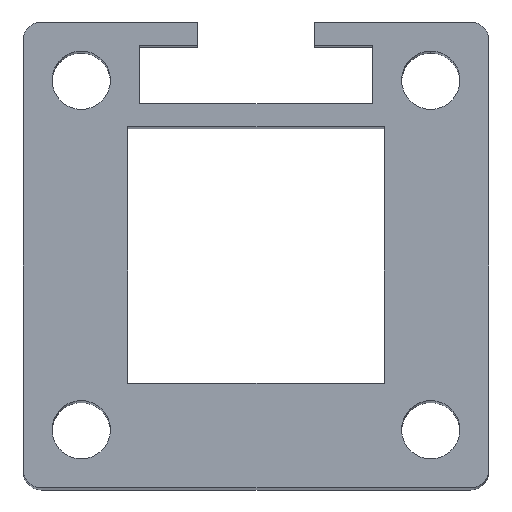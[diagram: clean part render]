
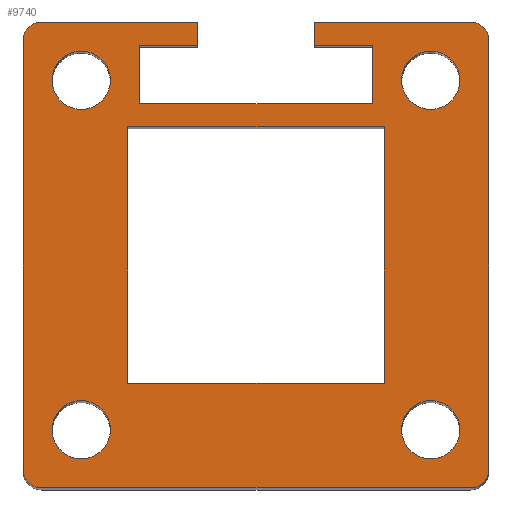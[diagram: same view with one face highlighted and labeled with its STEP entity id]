
A CAD part, top view. The second image highlights one B-rep face of the part: STEP entity #9740.
In plain terms, the highlighted planar face has unit normal (0, 0, 1).
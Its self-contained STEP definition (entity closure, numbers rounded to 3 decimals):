
#2570=CARTESIAN_POINT('',(-16.83,5.338,100.));
#2580=VERTEX_POINT('',#2570);
#2610=CARTESIAN_POINT('',(-31.83,5.338,100.));
#2620=DIRECTION('',(1.,0.,0.));
#2630=VECTOR('',#2620,1.);
#2640=LINE('',#2610,#2630);
#2650=CARTESIAN_POINT('',(-30.23,5.338,100.));
#2660=VERTEX_POINT('',#2650);
#2670=EDGE_CURVE('',#2660,#2580,#2640,.T.);
#2880=CARTESIAN_POINT('',(-24.33,0.338,100.));
#2890=VERTEX_POINT('',#2880);
#2920=CARTESIAN_POINT('',(-26.83,0.338,100.));
#2930=DIRECTION('',(0.,0.,1.));
#2940=DIRECTION('',(1.,0.,0.));
#2950=AXIS2_PLACEMENT_3D('',#2920,#2930,#2940);
#2960=CIRCLE('',#2950,2.5);
#2970=CARTESIAN_POINT('',(-26.83,-2.162,100.));
#2980=VERTEX_POINT('',#2970);
#2990=EDGE_CURVE('',#2980,#2890,#2960,.T.);
#3010=CARTESIAN_POINT('',(-29.33,0.338,100.));
#3020=VERTEX_POINT('',#3010);
#3030=EDGE_CURVE('',#3020,#2980,#2960,.T.);
#3200=CARTESIAN_POINT('',(-21.83,-1.662,100.));
#3210=DIRECTION('',(1.,0.,0.));
#3220=VECTOR('',#3210,1.);
#3230=LINE('',#3200,#3220);
#3240=CARTESIAN_POINT('',(-21.83,-1.662,100.));
#3250=VERTEX_POINT('',#3240);
#3260=CARTESIAN_POINT('',(-1.83,-1.662,100.));
#3270=VERTEX_POINT('',#3260);
#3280=EDGE_CURVE('',#3250,#3270,#3230,.T.);
#3560=CARTESIAN_POINT('',(-29.33,-29.662,100.));
#3570=VERTEX_POINT('',#3560);
#3600=CARTESIAN_POINT('',(-26.83,-29.662,100.));
#3610=DIRECTION('',(0.,0.,1.));
#3620=DIRECTION('',(1.,0.,0.));
#3630=AXIS2_PLACEMENT_3D('',#3600,#3610,#3620);
#3640=CIRCLE('',#3630,2.5);
#3650=CARTESIAN_POINT('',(-24.33,-29.662,100.));
#3660=VERTEX_POINT('',#3650);
#3670=EDGE_CURVE('',#3660,#3570,#3640,.T.);
#3840=CARTESIAN_POINT('',(-31.83,-25.662,100.));
#3850=DIRECTION('',(1.,0.,0.));
#3860=VECTOR('',#3850,1.);
#3870=LINE('',#3840,#3860);
#3880=CARTESIAN_POINT('',(-22.83,-25.662,100.));
#3890=VERTEX_POINT('',#3880);
#3900=CARTESIAN_POINT('',(-0.83,-25.662,100.));
#3910=VERTEX_POINT('',#3900);
#3920=EDGE_CURVE('',#3890,#3910,#3870,.T.);
#4150=CARTESIAN_POINT('',(-21.83,3.338,100.));
#4160=DIRECTION('',(0.,-1.,0.));
#4170=VECTOR('',#4160,1.);
#4180=LINE('',#4150,#4170);
#4190=CARTESIAN_POINT('',(-21.83,3.338,100.));
#4200=VERTEX_POINT('',#4190);
#4210=EDGE_CURVE('',#4200,#3250,#4180,.T.);
#4390=CARTESIAN_POINT('',(-16.83,3.338,100.));
#4400=DIRECTION('',(-1.,0.,0.));
#4410=VECTOR('',#4400,1.);
#4420=LINE('',#4390,#4410);
#4430=CARTESIAN_POINT('',(-16.83,3.338,100.));
#4440=VERTEX_POINT('',#4430);
#4450=EDGE_CURVE('',#4440,#4200,#4420,.T.);
#4630=CARTESIAN_POINT('',(-1.83,3.338,100.));
#4640=DIRECTION('',(-1.,0.,0.));
#4650=VECTOR('',#4640,1.);
#4660=LINE('',#4630,#4650);
#4670=CARTESIAN_POINT('',(-1.83,3.338,100.));
#4680=VERTEX_POINT('',#4670);
#4690=CARTESIAN_POINT('',(-6.83,3.338,100.));
#4700=VERTEX_POINT('',#4690);
#4710=EDGE_CURVE('',#4680,#4700,#4660,.T.);
#4980=CARTESIAN_POINT('',(8.17,-33.062,100.));
#4990=VERTEX_POINT('',#4980);
#5020=CARTESIAN_POINT('',(8.17,0.,100.));
#5030=DIRECTION('',(0.,-1.,0.));
#5040=VECTOR('',#5030,1.);
#5050=LINE('',#5020,#5040);
#5060=CARTESIAN_POINT('',(8.17,3.738,100.));
#5070=VERTEX_POINT('',#5060);
#5080=EDGE_CURVE('',#5070,#4990,#5050,.T.);
#5250=CARTESIAN_POINT('',(-16.83,5.338,100.));
#5260=DIRECTION('',(0.,-1.,0.));
#5270=VECTOR('',#5260,1.);
#5280=LINE('',#5250,#5270);
#5290=EDGE_CURVE('',#2580,#4440,#5280,.T.);
#5470=CARTESIAN_POINT('',(-0.83,-3.662,100.));
#5480=VERTEX_POINT('',#5470);
#5510=CARTESIAN_POINT('',(-0.83,-34.662,100.));
#5520=DIRECTION('',(0.,1.,0.));
#5530=VECTOR('',#5520,1.);
#5540=LINE('',#5510,#5530);
#5550=EDGE_CURVE('',#3910,#5480,#5540,.T.);
#5710=CARTESIAN_POINT('',(6.57,-34.662,100.));
#5720=VERTEX_POINT('',#5710);
#5750=CARTESIAN_POINT('',(6.57,-33.062,100.));
#5760=DIRECTION('',(0.,0.,-1.));
#5770=DIRECTION('',(0.,-1.,0.));
#5780=AXIS2_PLACEMENT_3D('',#5750,#5760,#5770);
#5790=CIRCLE('',#5780,1.6);
#5800=EDGE_CURVE('',#4990,#5720,#5790,.T.);
#5950=CARTESIAN_POINT('',(-31.83,3.738,100.));
#5960=VERTEX_POINT('',#5950);
#5990=CARTESIAN_POINT('',(-31.83,0.,100.));
#6000=DIRECTION('',(0.,1.,0.));
#6010=VECTOR('',#6000,1.);
#6020=LINE('',#5990,#6010);
#6030=CARTESIAN_POINT('',(-31.83,-33.062,100.));
#6040=VERTEX_POINT('',#6030);
#6050=EDGE_CURVE('',#6040,#5960,#6020,.T.);
#6220=CARTESIAN_POINT('',(-30.23,3.738,100.));
#6230=DIRECTION('',(0.,0.,1.));
#6240=DIRECTION('',(1.,0.,0.));
#6250=AXIS2_PLACEMENT_3D('',#6220,#6230,#6240);
#6260=CIRCLE('',#6250,1.6);
#6270=EDGE_CURVE('',#2660,#5960,#6260,.T.);
#6420=CARTESIAN_POINT('',(-30.23,-33.062,100.));
#6430=DIRECTION('',(0.,0.,-1.));
#6440=DIRECTION('',(-1.,0.,0.));
#6450=AXIS2_PLACEMENT_3D('',#6420,#6430,#6440);
#6460=CIRCLE('',#6450,1.6);
#6470=CARTESIAN_POINT('',(-30.23,-34.662,100.));
#6480=VERTEX_POINT('',#6470);
#6490=EDGE_CURVE('',#6480,#6040,#6460,.T.);
#6660=CARTESIAN_POINT('',(0.,-34.662,100.));
#6670=DIRECTION('',(-1.,0.,0.));
#6680=VECTOR('',#6670,1.);
#6690=LINE('',#6660,#6680);
#6700=EDGE_CURVE('',#5720,#6480,#6690,.T.);
#6820=CARTESIAN_POINT('',(-22.83,5.338,100.));
#6830=DIRECTION('',(0.,-1.,0.));
#6840=VECTOR('',#6830,1.);
#6850=LINE('',#6820,#6840);
#6860=CARTESIAN_POINT('',(-22.83,-3.662,100.));
#6870=VERTEX_POINT('',#6860);
#6880=EDGE_CURVE('',#6870,#3890,#6850,.T.);
#7060=CARTESIAN_POINT('',(8.17,-3.662,100.));
#7070=DIRECTION('',(-1.,0.,0.));
#7080=VECTOR('',#7070,1.);
#7090=LINE('',#7060,#7080);
#7100=EDGE_CURVE('',#5480,#6870,#7090,.T.);
#7280=CARTESIAN_POINT('',(3.17,-2.162,100.));
#7290=VERTEX_POINT('',#7280);
#7320=CARTESIAN_POINT('',(3.17,0.338,100.));
#7330=DIRECTION('',(0.,0.,1.));
#7340=DIRECTION('',(0.,-1.,0.));
#7350=AXIS2_PLACEMENT_3D('',#7320,#7330,#7340);
#7360=CIRCLE('',#7350,2.5);
#7370=CARTESIAN_POINT('',(0.67,0.338,100.));
#7380=VERTEX_POINT('',#7370);
#7390=EDGE_CURVE('',#7380,#7290,#7360,.T.);
#7410=CARTESIAN_POINT('',(3.17,2.838,100.));
#7420=VERTEX_POINT('',#7410);
#7430=EDGE_CURVE('',#7420,#7380,#7360,.T.);
#7600=CARTESIAN_POINT('',(6.57,3.738,100.));
#7610=DIRECTION('',(0.,0.,1.));
#7620=DIRECTION('',(0.,-1.,0.));
#7630=AXIS2_PLACEMENT_3D('',#7600,#7610,#7620);
#7640=CIRCLE('',#7630,1.6);
#7650=CARTESIAN_POINT('',(6.57,5.338,100.));
#7660=VERTEX_POINT('',#7650);
#7670=EDGE_CURVE('',#5070,#7660,#7640,.T.);
#7890=CARTESIAN_POINT('',(3.17,-27.162,100.));
#7900=VERTEX_POINT('',#7890);
#7930=CARTESIAN_POINT('',(3.17,-29.662,100.));
#7940=DIRECTION('',(0.,0.,1.));
#7950=DIRECTION('',(0.,1.,0.));
#7960=AXIS2_PLACEMENT_3D('',#7930,#7940,#7950);
#7970=CIRCLE('',#7960,2.5);
#7980=CARTESIAN_POINT('',(3.17,-32.162,100.));
#7990=VERTEX_POINT('',#7980);
#8000=EDGE_CURVE('',#7990,#7900,#7970,.T.);
#8170=CARTESIAN_POINT('',(-1.83,-1.662,100.));
#8180=DIRECTION('',(0.,1.,0.));
#8190=VECTOR('',#8180,1.);
#8200=LINE('',#8170,#8190);
#8210=EDGE_CURVE('',#3270,#4680,#8200,.T.);
#8340=CARTESIAN_POINT('',(-6.83,3.338,100.));
#8350=DIRECTION('',(0.,1.,0.));
#8360=VECTOR('',#8350,1.);
#8370=LINE('',#8340,#8360);
#8380=CARTESIAN_POINT('',(-6.83,5.338,100.));
#8390=VERTEX_POINT('',#8380);
#8400=EDGE_CURVE('',#4700,#8390,#8370,.T.);
#8580=CARTESIAN_POINT('',(-6.83,5.338,100.));
#8590=DIRECTION('',(1.,0.,0.));
#8600=VECTOR('',#8590,1.);
#8610=LINE('',#8580,#8600);
#8620=EDGE_CURVE('',#8390,#7660,#8610,.T.);
#8780=CARTESIAN_POINT('',(0.67,-29.662,100.));
#8790=VERTEX_POINT('',#8780);
#8800=EDGE_CURVE('',#8790,#7990,#7970,.T.);
#8820=EDGE_CURVE('',#7900,#8790,#7970,.T.);
#8940=EDGE_CURVE('',#7290,#7420,#7360,.T.);
#9070=EDGE_CURVE('',#2890,#3020,#2960,.T.);
#9210=EDGE_CURVE('',#3570,#3660,#3640,.T.);
#9260=CARTESIAN_POINT('',(0.,0.,100.));
#9270=DIRECTION('',(0.,0.,1.));
#9280=DIRECTION('',(1.,0.,0.));
#9290=AXIS2_PLACEMENT_3D('',#9260,#9270,#9280);
#9300=PLANE('',#9290);
#9310=ORIENTED_EDGE('',*,*,#3670,.F.);
#9320=ORIENTED_EDGE('',*,*,#9210,.F.);
#9330=EDGE_LOOP('',(#9320,#9310));
#9340=FACE_BOUND('',#9330,.T.);
#9350=ORIENTED_EDGE('',*,*,#2990,.F.);
#9360=ORIENTED_EDGE('',*,*,#9070,.F.);
#9370=ORIENTED_EDGE('',*,*,#3030,.F.);
#9380=EDGE_LOOP('',(#9370,#9360,#9350));
#9390=FACE_BOUND('',#9380,.T.);
#9400=ORIENTED_EDGE('',*,*,#7390,.F.);
#9410=ORIENTED_EDGE('',*,*,#8940,.F.);
#9420=ORIENTED_EDGE('',*,*,#7430,.F.);
#9430=EDGE_LOOP('',(#9420,#9410,#9400));
#9440=FACE_BOUND('',#9430,.T.);
#9450=ORIENTED_EDGE('',*,*,#8800,.F.);
#9460=ORIENTED_EDGE('',*,*,#8000,.F.);
#9470=ORIENTED_EDGE('',*,*,#8820,.F.);
#9480=EDGE_LOOP('',(#9470,#9460,#9450));
#9490=FACE_BOUND('',#9480,.T.);
#9500=ORIENTED_EDGE('',*,*,#7100,.F.);
#9510=ORIENTED_EDGE('',*,*,#6880,.F.);
#9520=ORIENTED_EDGE('',*,*,#3920,.F.);
#9530=ORIENTED_EDGE('',*,*,#5550,.F.);
#9540=EDGE_LOOP('',(#9530,#9520,#9510,#9500));
#9550=FACE_BOUND('',#9540,.T.);
#9560=ORIENTED_EDGE('',*,*,#5800,.F.);
#9570=ORIENTED_EDGE('',*,*,#6700,.F.);
#9580=ORIENTED_EDGE('',*,*,#6490,.F.);
#9590=ORIENTED_EDGE('',*,*,#6050,.F.);
#9600=ORIENTED_EDGE('',*,*,#6270,.T.);
#9610=ORIENTED_EDGE('',*,*,#2670,.F.);
#9620=ORIENTED_EDGE('',*,*,#5290,.F.);
#9630=ORIENTED_EDGE('',*,*,#4450,.F.);
#9640=ORIENTED_EDGE('',*,*,#4210,.F.);
#9650=ORIENTED_EDGE('',*,*,#3280,.F.);
#9660=ORIENTED_EDGE('',*,*,#8210,.F.);
#9670=ORIENTED_EDGE('',*,*,#4710,.F.);
#9680=ORIENTED_EDGE('',*,*,#8400,.F.);
#9690=ORIENTED_EDGE('',*,*,#8620,.F.);
#9700=ORIENTED_EDGE('',*,*,#7670,.T.);
#9710=ORIENTED_EDGE('',*,*,#5080,.F.);
#9720=EDGE_LOOP('',(#9710,#9700,#9690,#9680,#9670,#9660,#9650,#9640,
#9630,#9620,#9610,#9600,#9590,#9580,#9570,#9560));
#9730=FACE_OUTER_BOUND('',#9720,.T.);
#9740=ADVANCED_FACE('',(#9340,#9390,#9440,#9490,#9550,#9730),#9300,.T.);
